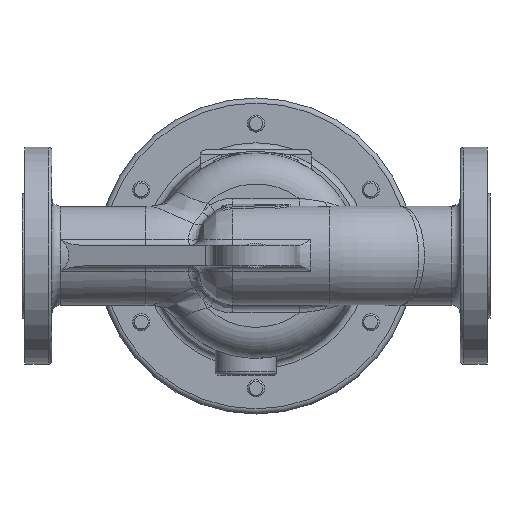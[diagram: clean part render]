
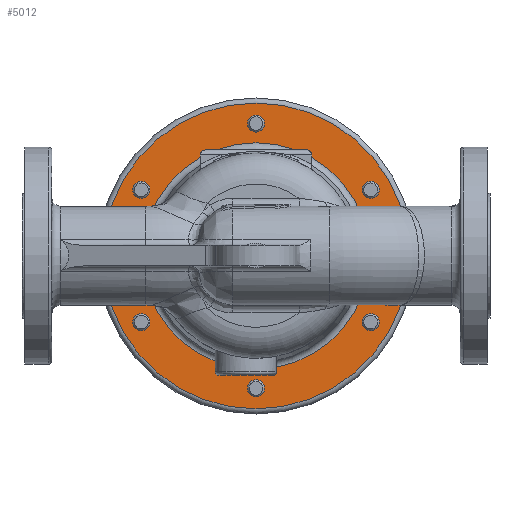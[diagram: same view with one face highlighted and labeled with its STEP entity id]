
A CAD part, top view. The second image highlights one B-rep face of the part: STEP entity #5012.
In plain terms, the highlighted planar face has unit normal (0, 0, 1).
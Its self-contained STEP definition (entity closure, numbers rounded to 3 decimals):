
#4915=CARTESIAN_POINT('',(-66.279,0.,129.5));
#4916=VERTEX_POINT('',#4915);
#4917=CARTESIAN_POINT('',(0.0,0.0,129.5));
#4918=DIRECTION('',(0.0,0.0,1.0));
#4919=DIRECTION('',(1.0,0.0,0.0));
#4920=AXIS2_PLACEMENT_3D('',#4917,#4918,#4919);
#4921=CIRCLE('',#4920,66.279);
#4922=EDGE_CURVE('',#4916,#4916,#4921,.T.);
#4927=CARTESIAN_POINT('',(0.0,0.0,129.5));
#4928=DIRECTION('',(0.0,0.0,-1.0));
#4929=DIRECTION('',(-1.0,0.0,0.0));
#4930=AXIS2_PLACEMENT_3D('',#4927,#4928,#4929);
#4931=PLANE('',#4930);
#4932=CARTESIAN_POINT('',(89.5,0.,129.5));
#4933=VERTEX_POINT('',#4932);
#4934=CARTESIAN_POINT('',(0.0,0.0,129.5));
#4935=DIRECTION('',(0.0,0.0,-1.0));
#4936=DIRECTION('',(-1.0,0.0,0.0));
#4937=AXIS2_PLACEMENT_3D('',#4934,#4935,#4936);
#4938=CIRCLE('',#4937,89.5);
#4939=EDGE_CURVE('',#4933,#4933,#4938,.T.);
#4940=ORIENTED_EDGE('',*,*,#4939,.F.);
#4941=EDGE_LOOP('',(#4940));
#4942=FACE_OUTER_BOUND('',#4941,.T.);
#4943=CARTESIAN_POINT('',(5.0,77.5,129.5));
#4944=VERTEX_POINT('',#4943);
#4945=CARTESIAN_POINT('',(0.0,77.5,129.5));
#4946=DIRECTION('',(0.0,0.0,-1.0));
#4947=DIRECTION('',(-1.0,0.0,0.0));
#4948=AXIS2_PLACEMENT_3D('',#4945,#4946,#4947);
#4949=CIRCLE('',#4948,5.0);
#4950=EDGE_CURVE('',#4944,#4944,#4949,.T.);
#4951=ORIENTED_EDGE('',*,*,#4950,.T.);
#4952=EDGE_LOOP('',(#4951));
#4953=FACE_BOUND('',#4952,.T.);
#4954=CARTESIAN_POINT('',(69.617,34.42,129.5));
#4955=VERTEX_POINT('',#4954);
#4956=CARTESIAN_POINT('',(67.117,38.75,129.5));
#4957=DIRECTION('',(0.0,0.0,-1.0));
#4958=DIRECTION('',(-0.5,0.866,0.0));
#4959=AXIS2_PLACEMENT_3D('',#4956,#4957,#4958);
#4960=CIRCLE('',#4959,5.0);
#4961=EDGE_CURVE('',#4955,#4955,#4960,.T.);
#4962=ORIENTED_EDGE('',*,*,#4961,.T.);
#4963=EDGE_LOOP('',(#4962));
#4964=FACE_BOUND('',#4963,.T.);
#4965=CARTESIAN_POINT('',(64.617,-43.08,129.5));
#4966=VERTEX_POINT('',#4965);
#4967=CARTESIAN_POINT('',(67.117,-38.75,129.5));
#4968=DIRECTION('',(0.0,0.0,-1.0));
#4969=DIRECTION('',(0.5,0.866,0.0));
#4970=AXIS2_PLACEMENT_3D('',#4967,#4968,#4969);
#4971=CIRCLE('',#4970,5.0);
#4972=EDGE_CURVE('',#4966,#4966,#4971,.T.);
#4973=ORIENTED_EDGE('',*,*,#4972,.T.);
#4974=EDGE_LOOP('',(#4973));
#4975=FACE_BOUND('',#4974,.T.);
#4976=CARTESIAN_POINT('',(-5.,-77.5,129.5));
#4977=VERTEX_POINT('',#4976);
#4978=CARTESIAN_POINT('',(0.,-77.5,129.5));
#4979=DIRECTION('',(0.0,0.0,-1.0));
#4980=DIRECTION('',(1.0,0.0,0.0));
#4981=AXIS2_PLACEMENT_3D('',#4978,#4979,#4980);
#4982=CIRCLE('',#4981,5.0);
#4983=EDGE_CURVE('',#4977,#4977,#4982,.T.);
#4984=ORIENTED_EDGE('',*,*,#4983,.T.);
#4985=EDGE_LOOP('',(#4984));
#4986=FACE_BOUND('',#4985,.T.);
#4987=CARTESIAN_POINT('',(-69.617,-34.42,129.5));
#4988=VERTEX_POINT('',#4987);
#4989=CARTESIAN_POINT('',(-67.117,-38.75,129.5));
#4990=DIRECTION('',(0.0,0.0,-1.0));
#4991=DIRECTION('',(0.5,-0.866,0.0));
#4992=AXIS2_PLACEMENT_3D('',#4989,#4990,#4991);
#4993=CIRCLE('',#4992,5.0);
#4994=EDGE_CURVE('',#4988,#4988,#4993,.T.);
#4995=ORIENTED_EDGE('',*,*,#4994,.T.);
#4996=EDGE_LOOP('',(#4995));
#4997=FACE_BOUND('',#4996,.T.);
#4998=CARTESIAN_POINT('',(-64.617,43.08,129.5));
#4999=VERTEX_POINT('',#4998);
#5000=CARTESIAN_POINT('',(-67.117,38.75,129.5));
#5001=DIRECTION('',(0.0,0.0,-1.0));
#5002=DIRECTION('',(-0.5,-0.866,0.0));
#5003=AXIS2_PLACEMENT_3D('',#5000,#5001,#5002);
#5004=CIRCLE('',#5003,5.0);
#5005=EDGE_CURVE('',#4999,#4999,#5004,.T.);
#5006=ORIENTED_EDGE('',*,*,#5005,.T.);
#5007=EDGE_LOOP('',(#5006));
#5008=FACE_BOUND('',#5007,.T.);
#5009=ORIENTED_EDGE('',*,*,#4922,.F.);
#5010=EDGE_LOOP('',(#5009));
#5011=FACE_BOUND('',#5010,.T.);
#5012=ADVANCED_FACE('',(#4942,#4953,#4964,#4975,#4986,#4997,#5008,#5011),#4931,.F.);
